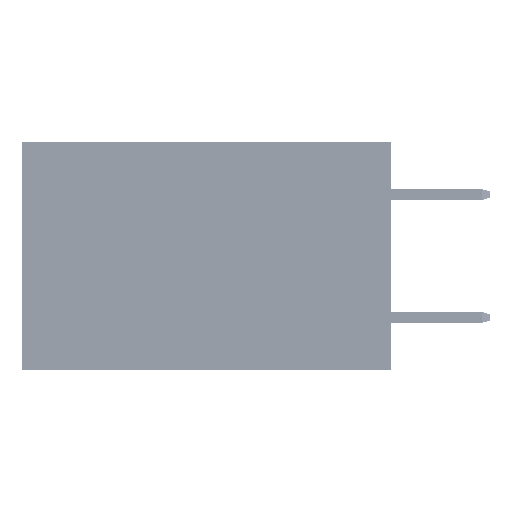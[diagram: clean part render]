
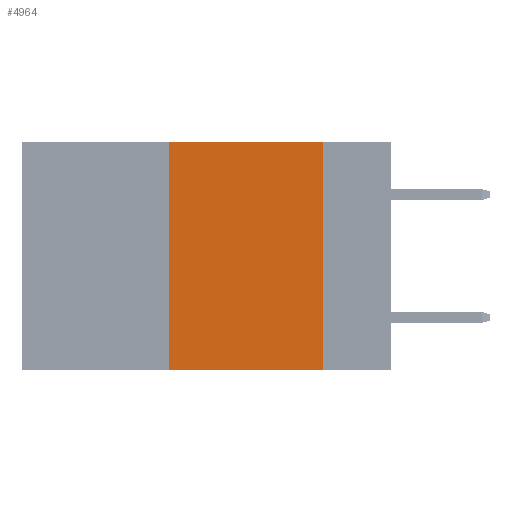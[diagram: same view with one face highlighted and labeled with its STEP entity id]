
A CAD part, left-side view. The second image highlights one B-rep face of the part: STEP entity #4964.
In plain terms, the highlighted planar face has unit normal (-1, 0, 0).
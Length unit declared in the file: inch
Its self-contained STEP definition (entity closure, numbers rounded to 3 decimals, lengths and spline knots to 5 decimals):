
#896 = CARTESIAN_POINT ( 'NONE',  ( 0., 0.11, 0. ) ) ;
#2041 = ORIENTED_EDGE ( 'NONE', *, *, #42901, .F. ) ;
#4964 = ADVANCED_FACE ( 'NONE', ( #48204 ), #45783, .F. ) ;
#6374 = LINE ( 'NONE', #35802, #28129 ) ;
#6393 = EDGE_LOOP ( 'NONE', ( #36943, #31061, #2041, #37129 ) ) ;
#8349 = CARTESIAN_POINT ( 'NONE',  ( 0., 0.36, -0.37 ) ) ;
#8660 = DIRECTION ( 'NONE',  ( 0., -1., 0. ) ) ;
#10068 = LINE ( 'NONE', #41384, #43319 ) ;
#15240 = VECTOR ( 'NONE', #42158, 39.37008 ) ;
#21353 = LINE ( 'NONE', #38304, #15240 ) ;
#23140 = CARTESIAN_POINT ( 'NONE',  ( 0., 0.6, 0. ) ) ;
#25927 = EDGE_CURVE ( 'NONE', #49328, #29620, #26679, .T. ) ;
#26679 = LINE ( 'NONE', #32413, #41137 ) ;
#26720 = DIRECTION ( 'NONE',  ( 1., 0., 0. ) ) ;
#28129 = VECTOR ( 'NONE', #8660, 39.37008 ) ;
#29620 = VERTEX_POINT ( 'NONE', #45633 ) ;
#29827 = VERTEX_POINT ( 'NONE', #896 ) ;
#30601 = DIRECTION ( 'NONE',  ( 0., 0., -1. ) ) ;
#31061 = ORIENTED_EDGE ( 'NONE', *, *, #38851, .F. ) ;
#31600 = EDGE_CURVE ( 'NONE', #29827, #29620, #10068, .T. ) ;
#32413 = CARTESIAN_POINT ( 'NONE',  ( 0., 0.6, -0.37 ) ) ;
#35802 = CARTESIAN_POINT ( 'NONE',  ( 0., 0.6, 0. ) ) ;
#36452 = DIRECTION ( 'NONE',  ( 0., -1., 0. ) ) ;
#36943 = ORIENTED_EDGE ( 'NONE', *, *, #31600, .F. ) ;
#37129 = ORIENTED_EDGE ( 'NONE', *, *, #25927, .T. ) ;
#38304 = CARTESIAN_POINT ( 'NONE',  ( 0., 0.36, 0. ) ) ;
#38851 = EDGE_CURVE ( 'NONE', #48779, #29827, #6374, .T. ) ;
#41137 = VECTOR ( 'NONE', #36452, 39.37008 ) ;
#41384 = CARTESIAN_POINT ( 'NONE',  ( 0., 0.11, 0. ) ) ;
#42158 = DIRECTION ( 'NONE',  ( 0., 0., 1. ) ) ;
#42901 = EDGE_CURVE ( 'NONE', #49328, #48779, #21353, .T. ) ;
#43319 = VECTOR ( 'NONE', #49854, 39.37008 ) ;
#45633 = CARTESIAN_POINT ( 'NONE',  ( 0., 0.11, -0.37 ) ) ;
#45783 = PLANE ( 'NONE',  #48447 ) ;
#47207 = CARTESIAN_POINT ( 'NONE',  ( 0., 0.36, 0. ) ) ;
#48204 = FACE_OUTER_BOUND ( 'NONE', #6393, .T. ) ;
#48447 = AXIS2_PLACEMENT_3D ( 'NONE', #23140, #26720, #30601 ) ;
#48779 = VERTEX_POINT ( 'NONE', #47207 ) ;
#49328 = VERTEX_POINT ( 'NONE', #8349 ) ;
#49854 = DIRECTION ( 'NONE',  ( 0., 0., -1. ) ) ;
